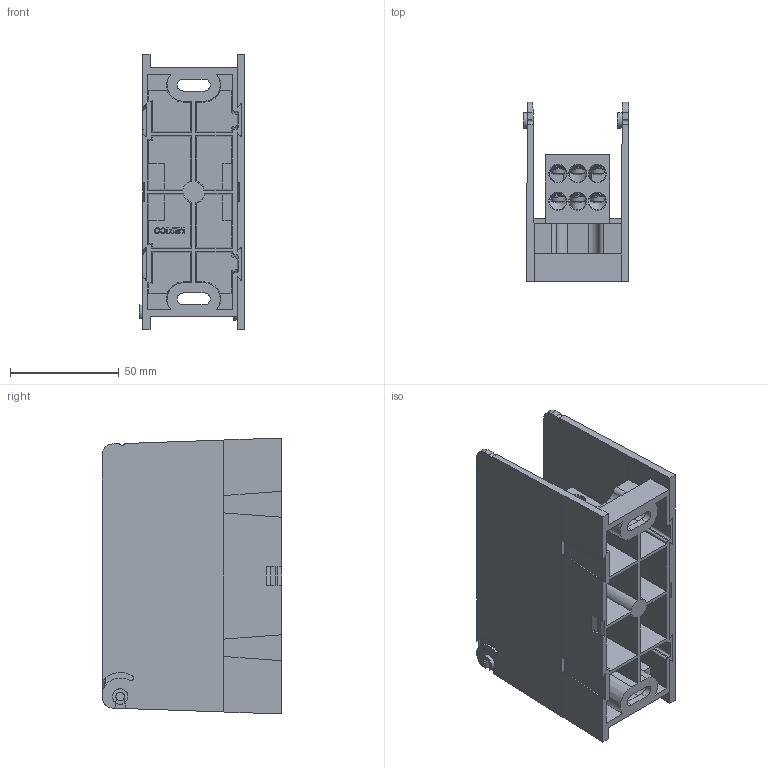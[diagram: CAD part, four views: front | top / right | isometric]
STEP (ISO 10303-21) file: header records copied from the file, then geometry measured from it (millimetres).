
FILE_DESCRIPTION (( 'STEP AP214' ), '1' );
FILE_NAME ('702021rev-1P1.STEP', '2018-08-13T13:05:46', ( '' ), ( '' ), 'SwSTEP 2.0', 'SolidWorks 2017', '' );
FILE_SCHEMA (( 'AUTOMOTIVE_DESIGN' ));
Length unit declared in the file: inch
Products named in the file (2): 702021rev-1P1
Bounding box: 48.6 x 82.55 x 127.01 mm (x, y, z)
Surface area: 95679 mm2 (no closed solid volume)
Topology: 0 solids, 12 shells, 785 faces, 2255 edges, 1498 vertices
Faces by surface type: plane 307, cone 230, cylinder 214, bspline 34
Full cylindrical faces by diameter (mm): 4.064 x1, 4.928 x1, 6.909 x7, 7.009 x24, 7.112 x1, 7.925 x18, 7.937 x6, 8.611 x2, 9.525 x22, 10.795 x1, 11.112 x2, 12.7 x1
Entity records: 39378 total; most frequent: CARTESIAN_POINT 21915, ORIENTED_EDGE 3573, DIRECTION 3185, EDGE_CURVE 1802, VERTEX_POINT 1281, AXIS2_PLACEMENT_3D 1141, EDGE_LOOP 1059, VECTOR 903
